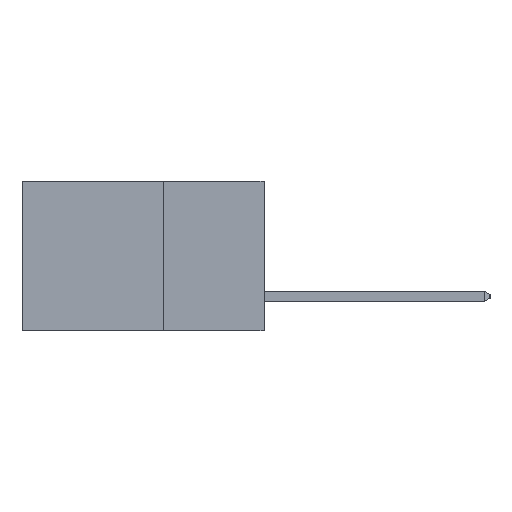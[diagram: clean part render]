
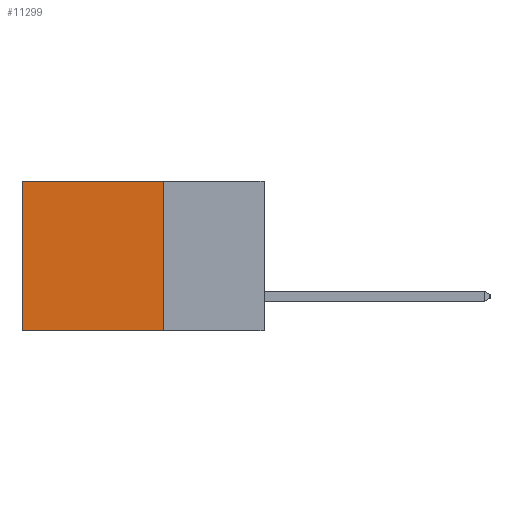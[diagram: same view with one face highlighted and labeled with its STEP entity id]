
A CAD part, left-side view. The second image highlights one B-rep face of the part: STEP entity #11299.
In plain terms, the highlighted planar face has unit normal (-1, 0, 0).
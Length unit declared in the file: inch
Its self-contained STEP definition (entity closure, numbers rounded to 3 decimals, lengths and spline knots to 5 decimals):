
#14 = ORIENTED_EDGE ( 'NONE', *, *, #6972, .F. ) ;
#102 = CARTESIAN_POINT ( 'NONE',  ( 0.298, 0.25, 0. ) ) ;
#774 = VECTOR ( 'NONE', #7808, 39.37008 ) ;
#1641 = DIRECTION ( 'NONE',  ( 0., 0., -1. ) ) ;
#2598 = VERTEX_POINT ( 'NONE', #6387 ) ;
#2929 = EDGE_CURVE ( 'NONE', #12133, #13801, #4342, .T. ) ;
#3245 = CARTESIAN_POINT ( 'NONE',  ( 0.298, 0.6, -0.37 ) ) ;
#4342 = LINE ( 'NONE', #15196, #774 ) ;
#5099 = DIRECTION ( 'NONE',  ( 1., 0., 0. ) ) ;
#5787 = ORIENTED_EDGE ( 'NONE', *, *, #2929, .T. ) ;
#6293 = PLANE ( 'NONE',  #7562 ) ;
#6387 = CARTESIAN_POINT ( 'NONE',  ( 0.298, 0.25, 0. ) ) ;
#6614 = EDGE_CURVE ( 'NONE', #7291, #13801, #13337, .T. ) ;
#6683 = LINE ( 'NONE', #102, #9086 ) ;
#6882 = VECTOR ( 'NONE', #12608, 39.37008 ) ;
#6972 = EDGE_CURVE ( 'NONE', #2598, #7291, #6683, .T. ) ;
#7291 = VERTEX_POINT ( 'NONE', #15334 ) ;
#7562 = AXIS2_PLACEMENT_3D ( 'NONE', #12427, #5099, #13591 ) ;
#7808 = DIRECTION ( 'NONE',  ( 0., 0., -1. ) ) ;
#8270 = VECTOR ( 'NONE', #15556, 39.37008 ) ;
#8634 = ORIENTED_EDGE ( 'NONE', *, *, #14042, .T. ) ;
#8921 = FACE_OUTER_BOUND ( 'NONE', #10756, .T. ) ;
#9086 = VECTOR ( 'NONE', #1641, 39.37008 ) ;
#10756 = EDGE_LOOP ( 'NONE', ( #5787, #13155, #14, #8634 ) ) ;
#11299 = ADVANCED_FACE ( 'NONE', ( #8921 ), #6293, .F. ) ;
#12133 = VERTEX_POINT ( 'NONE', #15758 ) ;
#12159 = CARTESIAN_POINT ( 'NONE',  ( 0.298, 0.25, -0.37 ) ) ;
#12427 = CARTESIAN_POINT ( 'NONE',  ( 0.298, 0.25, 0. ) ) ;
#12608 = DIRECTION ( 'NONE',  ( 0., 1., 0. ) ) ;
#13155 = ORIENTED_EDGE ( 'NONE', *, *, #6614, .F. ) ;
#13337 = LINE ( 'NONE', #12159, #6882 ) ;
#13591 = DIRECTION ( 'NONE',  ( 0., 0., -1. ) ) ;
#13801 = VERTEX_POINT ( 'NONE', #3245 ) ;
#14042 = EDGE_CURVE ( 'NONE', #2598, #12133, #14956, .T. ) ;
#14508 = CARTESIAN_POINT ( 'NONE',  ( 0.298, 0.25, 0. ) ) ;
#14956 = LINE ( 'NONE', #14508, #8270 ) ;
#15196 = CARTESIAN_POINT ( 'NONE',  ( 0.298, 0.6, 0. ) ) ;
#15334 = CARTESIAN_POINT ( 'NONE',  ( 0.298, 0.25, -0.37 ) ) ;
#15556 = DIRECTION ( 'NONE',  ( 0., 1., 0. ) ) ;
#15758 = CARTESIAN_POINT ( 'NONE',  ( 0.298, 0.6, 0. ) ) ;
